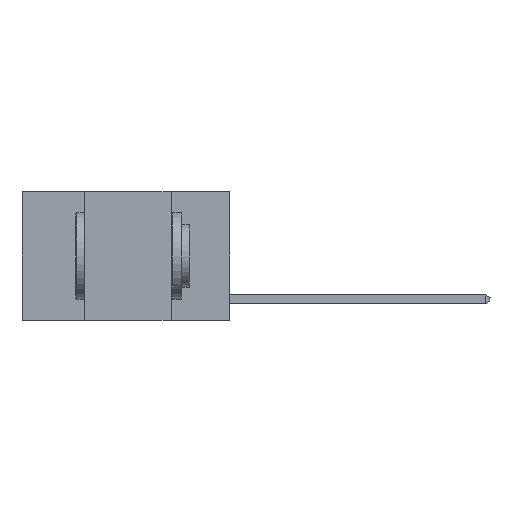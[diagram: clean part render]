
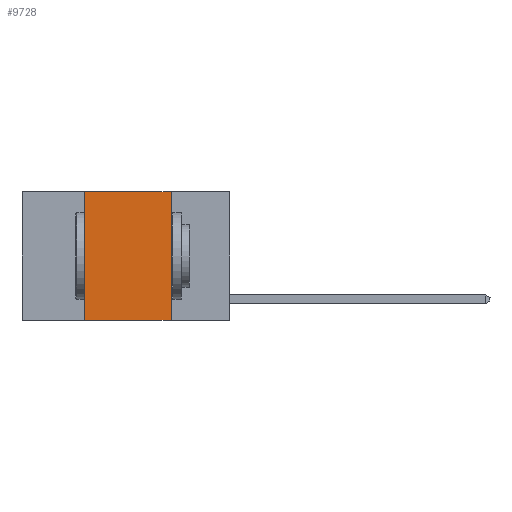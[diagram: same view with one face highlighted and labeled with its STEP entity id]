
A CAD part, left-side view. The second image highlights one B-rep face of the part: STEP entity #9728.
In plain terms, the highlighted planar face has unit normal (-1, 0, 0).
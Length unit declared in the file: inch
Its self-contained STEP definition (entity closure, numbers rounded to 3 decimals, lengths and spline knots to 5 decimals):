
#194 = DIRECTION ( 'NONE',  ( 0., -1., 0. ) ) ;
#391 = VECTOR ( 'NONE', #194, 39.37008 ) ;
#434 = VECTOR ( 'NONE', #2733, 39.37008 ) ;
#857 = VECTOR ( 'NONE', #9273, 39.37008 ) ;
#900 = DIRECTION ( 'NONE',  ( 0., 0., -1. ) ) ;
#1267 = VERTEX_POINT ( 'NONE', #5350 ) ;
#1367 = ORIENTED_EDGE ( 'NONE', *, *, #6539, .F. ) ;
#1633 = AXIS2_PLACEMENT_3D ( 'NONE', #5855, #6875, #900 ) ;
#2674 = EDGE_CURVE ( 'NONE', #1267, #2690, #6689, .T. ) ;
#2690 = VERTEX_POINT ( 'NONE', #5917 ) ;
#2733 = DIRECTION ( 'NONE',  ( 0., 0., -1. ) ) ;
#3010 = LINE ( 'NONE', #3652, #434 ) ;
#3446 = LINE ( 'NONE', #10283, #857 ) ;
#3652 = CARTESIAN_POINT ( 'NONE',  ( 0., 0.17, 0. ) ) ;
#3799 = PLANE ( 'NONE',  #1633 ) ;
#3984 = VECTOR ( 'NONE', #5994, 39.37008 ) ;
#4425 = VERTEX_POINT ( 'NONE', #5755 ) ;
#5350 = CARTESIAN_POINT ( 'NONE',  ( 0., 0.42, -0.37 ) ) ;
#5755 = CARTESIAN_POINT ( 'NONE',  ( 0., 0.17, -0.37 ) ) ;
#5855 = CARTESIAN_POINT ( 'NONE',  ( 0., 0.6, 0. ) ) ;
#5907 = CARTESIAN_POINT ( 'NONE',  ( 0., 0.42, 0. ) ) ;
#5917 = CARTESIAN_POINT ( 'NONE',  ( 0., 0.42, 0. ) ) ;
#5994 = DIRECTION ( 'NONE',  ( 0., 0., 1. ) ) ;
#6139 = CARTESIAN_POINT ( 'NONE',  ( 0., 0.6, -0.37 ) ) ;
#6232 = EDGE_LOOP ( 'NONE', ( #7611, #1367, #9968, #8493 ) ) ;
#6539 = EDGE_CURVE ( 'NONE', #2690, #12099, #3446, .T. ) ;
#6689 = LINE ( 'NONE', #5907, #3984 ) ;
#6875 = DIRECTION ( 'NONE',  ( 1., 0., 0. ) ) ;
#7142 = EDGE_CURVE ( 'NONE', #1267, #4425, #8051, .T. ) ;
#7611 = ORIENTED_EDGE ( 'NONE', *, *, #11260, .F. ) ;
#8051 = LINE ( 'NONE', #6139, #391 ) ;
#8493 = ORIENTED_EDGE ( 'NONE', *, *, #7142, .T. ) ;
#9273 = DIRECTION ( 'NONE',  ( 0., -1., 0. ) ) ;
#9728 = ADVANCED_FACE ( 'NONE', ( #10629 ), #3799, .F. ) ;
#9968 = ORIENTED_EDGE ( 'NONE', *, *, #2674, .F. ) ;
#10005 = CARTESIAN_POINT ( 'NONE',  ( 0., 0.17, 0. ) ) ;
#10283 = CARTESIAN_POINT ( 'NONE',  ( 0., 0.6, 0. ) ) ;
#10629 = FACE_OUTER_BOUND ( 'NONE', #6232, .T. ) ;
#11260 = EDGE_CURVE ( 'NONE', #12099, #4425, #3010, .T. ) ;
#12099 = VERTEX_POINT ( 'NONE', #10005 ) ;
